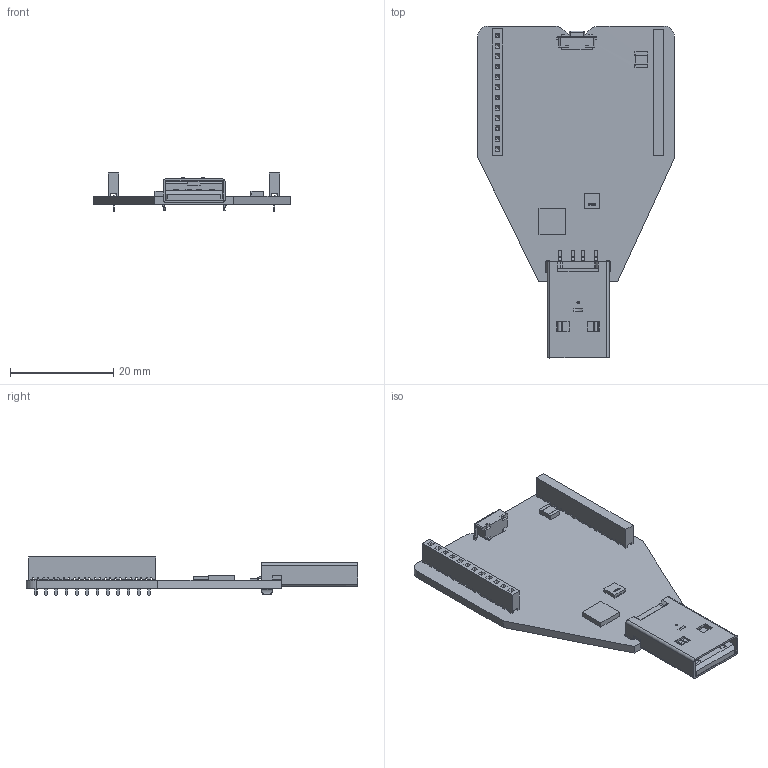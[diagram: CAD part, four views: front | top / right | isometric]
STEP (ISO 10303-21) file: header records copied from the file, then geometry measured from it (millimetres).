
FILE_DESCRIPTION (( 'STEP AP203' ), '1' );
FILE_NAME ('114-002269-121217-DEFEATURED.STEP', '2017-12-12T18:45:27', ( '' ), ( '' ), 'SwSTEP 2.0', 'SolidWorks 2017', '' );
FILE_SCHEMA (( 'CONFIG_CONTROL_DESIGN' ));
Products named in the file (1): 114-002269-121217-DEFEATURED
Bounding box: 38.1 x 64.33 x 7.37 mm (x, y, z)
Volume: 3634.3 mm3; surface area: 6724.5 mm2
Topology: 12 solids, 12 shells, 1551 faces, 4520 edges, 2996 vertices
Faces by surface type: plane 1222, cylinder 292, bspline 37
Entity records: 51934 total; most frequent: CARTESIAN_POINT 10895, ORIENTED_EDGE 8992, DIRECTION 7825, EDGE_CURVE 4496, LINE 3771, VECTOR 3771, VERTEX_POINT 2996, AXIS2_PLACEMENT_3D 2027
